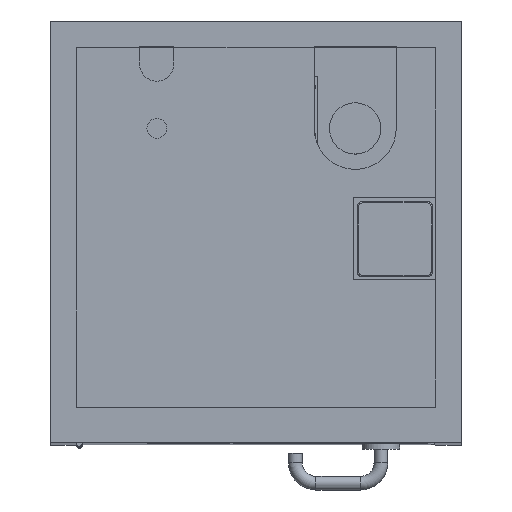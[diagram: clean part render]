
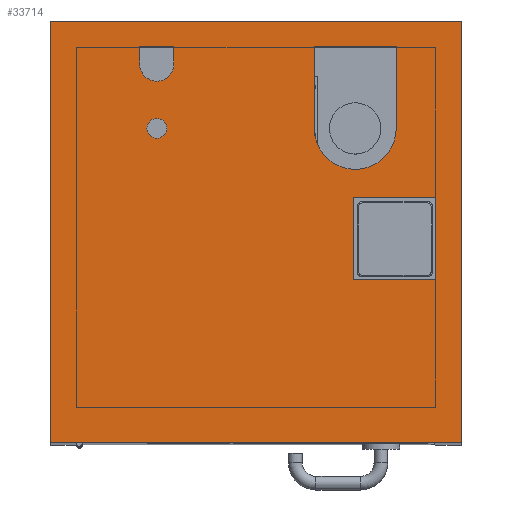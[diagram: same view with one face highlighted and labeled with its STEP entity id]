
A CAD part, top view. The second image highlights one B-rep face of the part: STEP entity #33714.
In plain terms, the highlighted planar face has unit normal (0, 0, 1).
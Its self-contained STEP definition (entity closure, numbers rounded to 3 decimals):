
#958=FACE_BOUND('',#5638,.T.);
#959=FACE_BOUND('',#5639,.T.);
#960=FACE_BOUND('',#5640,.T.);
#961=FACE_BOUND('',#5641,.T.);
#2078=PLANE('',#35613);
#3698=FACE_OUTER_BOUND('',#5637,.T.);
#5637=EDGE_LOOP('',(#28903,#28904,#28905,#28906));
#5638=EDGE_LOOP('',(#28907,#28908,#28909,#28910));
#5639=EDGE_LOOP('',(#28911,#28912,#28913,#28914));
#5640=EDGE_LOOP('',(#28915,#28916,#28917,#28918));
#5641=EDGE_LOOP('',(#28919));
#8797=LINE('',#54205,#12351);
#8868=LINE('',#54360,#12422);
#8871=LINE('',#54365,#12425);
#8876=LINE('',#54374,#12430);
#8883=LINE('',#54389,#12437);
#8887=LINE('',#54398,#12441);
#8929=LINE('',#54486,#12483);
#8931=LINE('',#54490,#12485);
#8932=LINE('',#54492,#12486);
#8937=LINE('',#54502,#12491);
#8939=LINE('',#54508,#12493);
#8969=LINE('',#54608,#12523);
#8971=LINE('',#54612,#12525);
#8973=LINE('',#54615,#12527);
#12351=VECTOR('',#41885,10.);
#12422=VECTOR('',#42020,10.);
#12425=VECTOR('',#42025,10.);
#12430=VECTOR('',#42032,10.);
#12437=VECTOR('',#42045,10.);
#12441=VECTOR('',#42051,10.);
#12483=VECTOR('',#42143,10.);
#12485=VECTOR('',#42147,10.);
#12486=VECTOR('',#42150,10.);
#12491=VECTOR('',#42159,10.);
#12493=VECTOR('',#42167,10.);
#12523=VECTOR('',#42289,10.);
#12525=VECTOR('',#42293,10.);
#12527=VECTOR('',#42297,10.);
#13446=CIRCLE('',#35530,60.);
#13449=CIRCLE('',#35563,25.);
#13450=CIRCLE('',#35566,14.5);
#16045=VERTEX_POINT('',#54202);
#16046=VERTEX_POINT('',#54204);
#16097=VERTEX_POINT('',#54357);
#16098=VERTEX_POINT('',#54359);
#16099=VERTEX_POINT('',#54363);
#16101=VERTEX_POINT('',#54371);
#16102=VERTEX_POINT('',#54373);
#16104=VERTEX_POINT('',#54379);
#16107=VERTEX_POINT('',#54387);
#16110=VERTEX_POINT('',#54395);
#16111=VERTEX_POINT('',#54397);
#16133=VERTEX_POINT('',#54488);
#16136=VERTEX_POINT('',#54500);
#16137=VERTEX_POINT('',#54504);
#16138=VERTEX_POINT('',#54511);
#16161=VERTEX_POINT('',#54607);
#16162=VERTEX_POINT('',#54611);
#20287=EDGE_CURVE('',#16046,#16045,#8797,.T.);
#20365=EDGE_CURVE('',#16098,#16097,#8868,.T.);
#20368=EDGE_CURVE('',#16097,#16099,#8871,.T.);
#20373=EDGE_CURVE('',#16102,#16101,#8876,.T.);
#20377=EDGE_CURVE('',#16101,#16104,#13446,.T.);
#20381=EDGE_CURVE('',#16104,#16107,#8883,.T.);
#20385=EDGE_CURVE('',#16111,#16110,#8887,.T.);
#20429=EDGE_CURVE('',#16107,#16102,#8929,.T.);
#20431=EDGE_CURVE('',#16099,#16133,#8931,.T.);
#20432=EDGE_CURVE('',#16133,#16098,#8932,.T.);
#20437=EDGE_CURVE('',#16110,#16136,#8937,.T.);
#20438=EDGE_CURVE('',#16137,#16111,#13449,.T.);
#20440=EDGE_CURVE('',#16136,#16137,#8939,.T.);
#20442=EDGE_CURVE('',#16138,#16138,#13450,.T.);
#20487=EDGE_CURVE('',#16161,#16046,#8969,.T.);
#20489=EDGE_CURVE('',#16162,#16161,#8971,.T.);
#20491=EDGE_CURVE('',#16045,#16162,#8973,.T.);
#28903=ORIENTED_EDGE('',*,*,#20287,.T.);
#28904=ORIENTED_EDGE('',*,*,#20491,.T.);
#28905=ORIENTED_EDGE('',*,*,#20489,.T.);
#28906=ORIENTED_EDGE('',*,*,#20487,.T.);
#28907=ORIENTED_EDGE('',*,*,#20377,.T.);
#28908=ORIENTED_EDGE('',*,*,#20381,.T.);
#28909=ORIENTED_EDGE('',*,*,#20429,.T.);
#28910=ORIENTED_EDGE('',*,*,#20373,.T.);
#28911=ORIENTED_EDGE('',*,*,#20368,.T.);
#28912=ORIENTED_EDGE('',*,*,#20431,.T.);
#28913=ORIENTED_EDGE('',*,*,#20432,.T.);
#28914=ORIENTED_EDGE('',*,*,#20365,.T.);
#28915=ORIENTED_EDGE('',*,*,#20437,.T.);
#28916=ORIENTED_EDGE('',*,*,#20440,.T.);
#28917=ORIENTED_EDGE('',*,*,#20438,.T.);
#28918=ORIENTED_EDGE('',*,*,#20385,.T.);
#28919=ORIENTED_EDGE('',*,*,#20442,.T.);
#33714=ADVANCED_FACE('',(#3698,#958,#959,#960,#961),#2078,.T.);
#35530=AXIS2_PLACEMENT_3D('',#54381,#42038,#42039);
#35563=AXIS2_PLACEMENT_3D('',#54505,#42162,#42163);
#35566=AXIS2_PLACEMENT_3D('',#54512,#42171,#42172);
#35613=AXIS2_PLACEMENT_3D('',#54616,#42298,#42299);
#41885=DIRECTION('',(1.,0.,0.));
#42020=DIRECTION('',(1.,0.,0.));
#42025=DIRECTION('',(0.,-1.,0.));
#42032=DIRECTION('',(0.,-1.,0.));
#42038=DIRECTION('center_axis',(0.,0.,-1.));
#42039=DIRECTION('ref_axis',(-1.,0.,0.));
#42045=DIRECTION('',(0.,1.,0.));
#42051=DIRECTION('',(0.,1.,0.));
#42143=DIRECTION('',(1.,0.,0.));
#42147=DIRECTION('',(-1.,0.,0.));
#42150=DIRECTION('',(0.,1.,0.));
#42159=DIRECTION('',(1.,0.,0.));
#42162=DIRECTION('center_axis',(0.,0.,-1.));
#42163=DIRECTION('ref_axis',(1.,0.,0.));
#42167=DIRECTION('',(0.,-1.,0.));
#42171=DIRECTION('center_axis',(0.,0.,-1.));
#42172=DIRECTION('ref_axis',(-1.,0.,0.));
#42289=DIRECTION('',(0.,-1.,0.));
#42293=DIRECTION('',(-1.,0.,0.));
#42297=DIRECTION('',(0.,1.,0.));
#42298=DIRECTION('center_axis',(0.,0.,1.));
#42299=DIRECTION('ref_axis',(1.,0.,0.));
#54202=CARTESIAN_POINT('',(299.88,-307.5,974.185));
#54204=CARTESIAN_POINT('',(-299.88,-307.5,974.185));
#54205=CARTESIAN_POINT('',(-299.88,-307.5,974.185));
#54357=CARTESIAN_POINT('',(263.,50.98,974.185));
#54359=CARTESIAN_POINT('',(143.,50.98,974.185));
#54360=CARTESIAN_POINT('',(71.5,50.98,974.185));
#54363=CARTESIAN_POINT('',(263.,-69.02,974.185));
#54365=CARTESIAN_POINT('',(263.,25.49,974.185));
#54371=CARTESIAN_POINT('',(205.,151.98,974.185));
#54373=CARTESIAN_POINT('',(205.,271.5,974.185));
#54374=CARTESIAN_POINT('',(205.,135.75,974.185));
#54379=CARTESIAN_POINT('',(85.,151.98,974.185));
#54381=CARTESIAN_POINT('Origin',(145.,151.98,974.185));
#54387=CARTESIAN_POINT('',(85.,271.5,974.185));
#54389=CARTESIAN_POINT('',(85.,75.99,974.185));
#54395=CARTESIAN_POINT('',(-170.,271.5,974.185));
#54397=CARTESIAN_POINT('',(-170.,246.,974.185));
#54398=CARTESIAN_POINT('',(-170.,123.,974.185));
#54486=CARTESIAN_POINT('',(42.5,271.5,974.185));
#54488=CARTESIAN_POINT('',(143.,-69.02,974.185));
#54490=CARTESIAN_POINT('',(131.5,-69.02,974.185));
#54492=CARTESIAN_POINT('',(143.,-34.51,974.185));
#54500=CARTESIAN_POINT('',(-120.,271.5,974.185));
#54502=CARTESIAN_POINT('',(-85.,271.5,974.185));
#54504=CARTESIAN_POINT('',(-120.,246.,974.185));
#54505=CARTESIAN_POINT('Origin',(-145.,246.,974.185));
#54508=CARTESIAN_POINT('',(-120.,135.75,974.185));
#54511=CARTESIAN_POINT('',(-130.5,151.98,974.185));
#54512=CARTESIAN_POINT('Origin',(-145.,151.98,974.185));
#54607=CARTESIAN_POINT('',(-299.88,307.5,974.185));
#54608=CARTESIAN_POINT('',(-299.88,307.5,974.185));
#54611=CARTESIAN_POINT('',(299.88,307.5,974.185));
#54612=CARTESIAN_POINT('',(299.88,307.5,974.185));
#54615=CARTESIAN_POINT('',(299.88,-307.5,974.185));
#54616=CARTESIAN_POINT('Origin',(0.,0.,
974.185));
